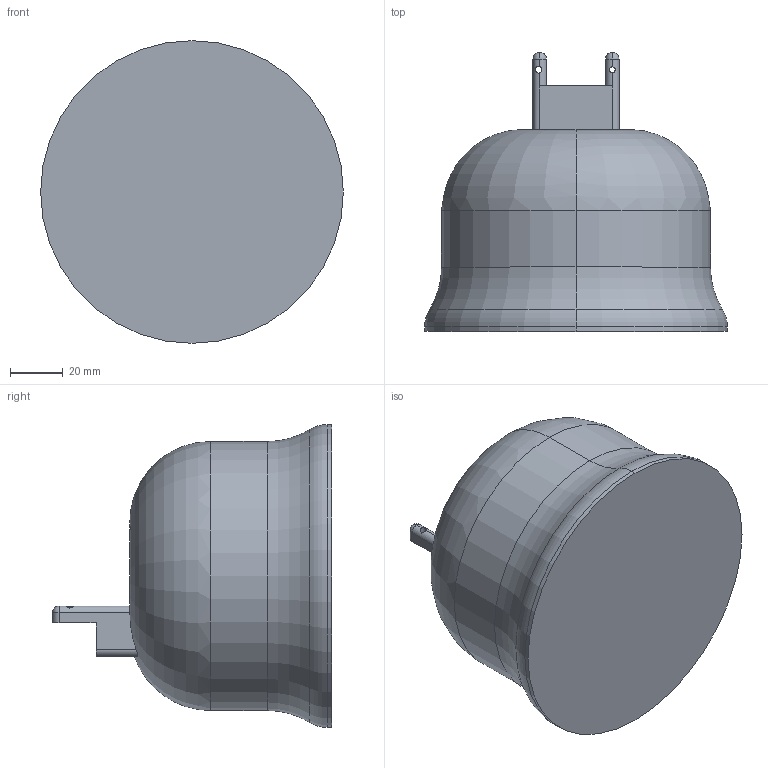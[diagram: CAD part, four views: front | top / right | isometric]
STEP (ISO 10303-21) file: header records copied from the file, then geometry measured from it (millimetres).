
FILE_DESCRIPTION (( 'STEP AP203' ), '1' );
FILE_NAME ('Robot Base.STEP', '2024-08-06T15:48:32', ( '' ), ( '' ), 'SwSTEP 2.0', 'SolidWorks 2023', '' );
FILE_SCHEMA (( 'CONFIG_CONTROL_DESIGN' ));
Length unit declared in the file: inch
Products named in the file (1): Robot Base
Bounding box: 114.3 x 105.41 x 114.3 mm (x, y, z)
Volume: 596257.1 mm3; surface area: 41145.5 mm2
Topology: 1 solids, 1 shells, 39 faces, 103 edges, 60 vertices
Faces by surface type: cylinder 18, plane 11, torus 6, sphere 4
Entity records: 1376 total; most frequent: CARTESIAN_POINT 349, DIRECTION 205, ORIENTED_EDGE 198, EDGE_CURVE 99, AXIS2_PLACEMENT_3D 82, VERTEX_POINT 60, CIRCLE 42, VECTOR 41
